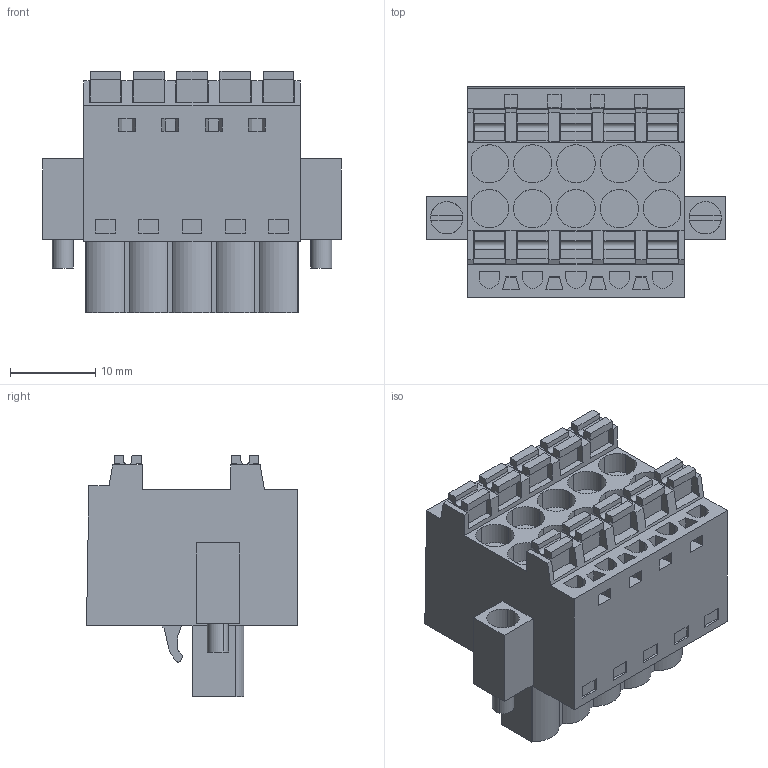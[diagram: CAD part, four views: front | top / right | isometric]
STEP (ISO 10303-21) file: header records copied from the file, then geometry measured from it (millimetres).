
FILE_DESCRIPTION(('CATIA V5 STEP Exchange','CAx-IF Rec.Pracs.--- Model Styling and Organization---1.4--- 2014-01-23'),'2;1');
FILE_NAME ('D1446226_0_1000970000_1000970000.stp','2017-09-09T07:51:52+00:00',('none'),('Weidmueller'),'CATIA Version 5-6 Release 2016','CATIA V5 STEP AP214','none');
FILE_SCHEMA(('AUTOMOTIVE_DESIGN { 1 0 10303 214 1 1 1 1 }'));
Length unit declared in the file: millimetre
Products named in the file (1): 1000970000
Bounding box: 35.02 x 24.75 x 28.33 mm (x, y, z)
Volume: 11209.5 mm3; surface area: 6047.7 mm2
Topology: 13 solids, 13 shells, 585 faces, 1606 edges, 1094 vertices
Faces by surface type: plane 491, cylinder 94
Entity records: 17040 total; most frequent: ORIENTED_EDGE 3212, CARTESIAN_POINT 3028, DIRECTION 2260, EDGE_CURVE 1606, VECTOR 1410, LINE 1410, VERTEX_POINT 1094, EDGE_LOOP 652
